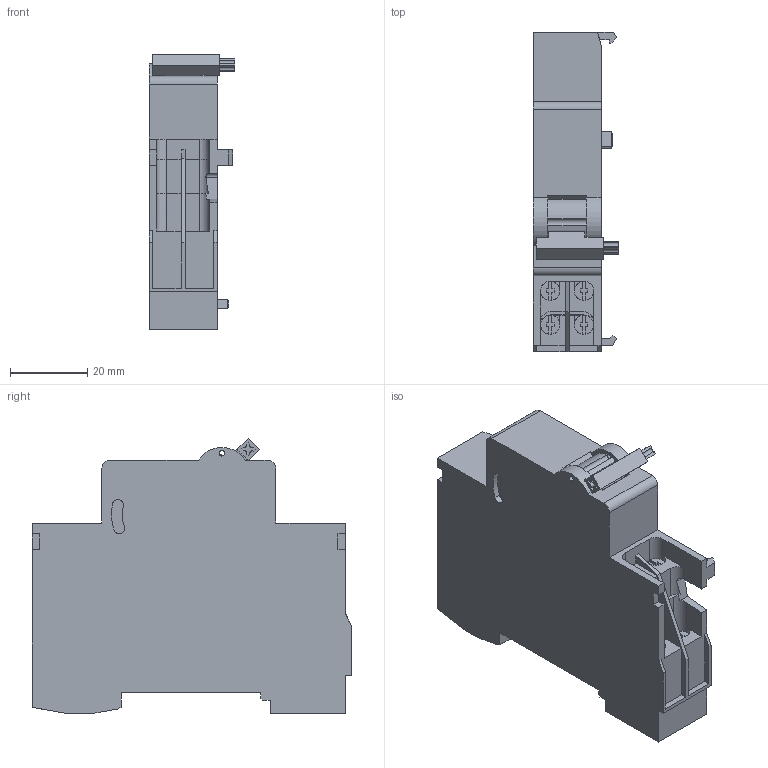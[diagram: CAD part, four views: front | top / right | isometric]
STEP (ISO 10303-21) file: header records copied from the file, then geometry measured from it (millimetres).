
FILE_DESCRIPTION((''),'2;1');
FILE_NAME('SB103140_3D-SIMPLIFIE_SW0001','2011-03-14T',('MCordero'),(''),'PRO/ENGINEER BY PARAMETRIC TECHNOLOGY CORPORATION, 2006170','PRO/ENGINEER BY PARAMETRIC TECHNOLOGY CORPORATION, 2006170','');
FILE_SCHEMA(('CONFIG_CONTROL_DESIGN'));
Length unit declared in the file: millimetre
Products named in the file (1): SB103140_3D-SIMPLIFIE_SW0001
Bounding box: 22.2 x 82.5 x 71.25 mm (x, y, z)
Volume: 73416.6 mm3; surface area: 17170.1 mm2
Topology: 1 solids, 1 shells, 233 faces, 696 edges, 469 vertices
Faces by surface type: plane 191, cylinder 42
Entity records: 7921 total; most frequent: CARTESIAN_POINT 1442, ORIENTED_EDGE 1392, DIRECTION 1303, EDGE_CURVE 696, VECTOR 547, LINE 547, VERTEX_POINT 469, AXIS2_PLACEMENT_3D 378
